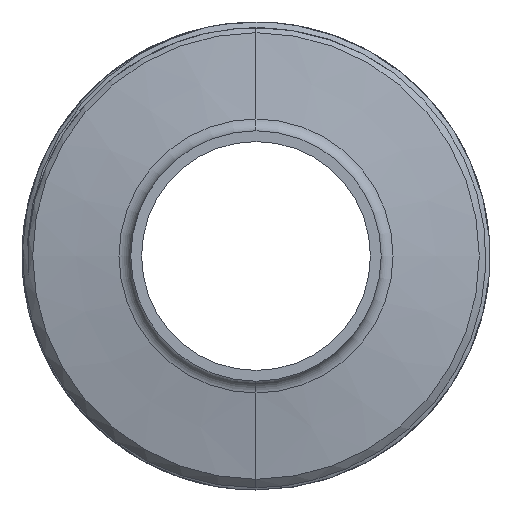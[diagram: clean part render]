
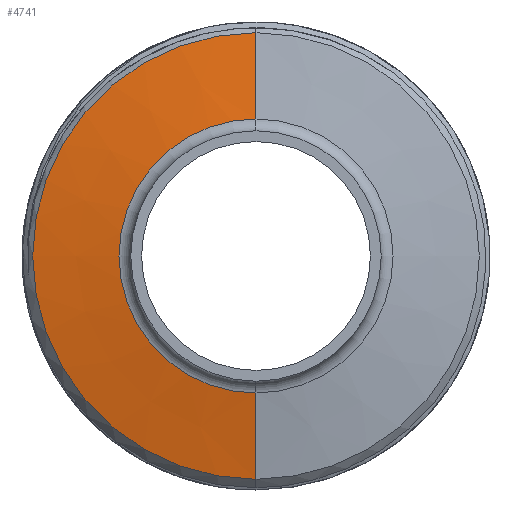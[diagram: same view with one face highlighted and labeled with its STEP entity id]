
A CAD part, left-side view. The second image highlights one B-rep face of the part: STEP entity #4741.
In plain terms, the highlighted conical face has half-angle 80 degrees and reference radius 31.212 mm.
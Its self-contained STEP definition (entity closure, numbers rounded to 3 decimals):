
#49 = AXIS2_PLACEMENT_3D ( 'NONE', #3678, #1519, #1433 ) ;
#240 = EDGE_CURVE ( 'NONE', #3367, #3582, #5449, .T. ) ;
#279 = LINE ( 'NONE', #4378, #4561 ) ;
#465 = LINE ( 'NONE', #4407, #5133 ) ;
#1099 = VERTEX_POINT ( 'NONE', #1645 ) ;
#1173 = CARTESIAN_POINT ( 'NONE',  ( -7.917, 0., 31.211 ) ) ;
#1244 = DIRECTION ( 'NONE',  ( 1., 0., 0. ) ) ;
#1301 = DIRECTION ( 'NONE',  ( 0., 0., -1. ) ) ;
#1433 = DIRECTION ( 'NONE',  ( 0., 0., 1. ) ) ;
#1519 = DIRECTION ( 'NONE',  ( -1., 0., 0. ) ) ;
#1626 = CIRCLE ( 'NONE', #49, 19.153 ) ;
#1645 = CARTESIAN_POINT ( 'NONE',  ( -10.044, 0., -19.153 ) ) ;
#1717 = CARTESIAN_POINT ( 'NONE',  ( -7.917, 0., -31.211 ) ) ;
#1811 = CONICAL_SURFACE ( 'NONE', #4281, 31.211, 1.396 ) ;
#2477 = DIRECTION ( 'NONE',  ( 0.174, 0., -0.985 ) ) ;
#2509 = AXIS2_PLACEMENT_3D ( 'NONE', #5376, #4935, #3646 ) ;
#3072 = CARTESIAN_POINT ( 'NONE',  ( -7.917, 0., 0. ) ) ;
#3077 = EDGE_CURVE ( 'NONE', #3941, #3367, #465, .T. ) ;
#3180 = EDGE_CURVE ( 'NONE', #1099, #3582, #279, .T. ) ;
#3367 = VERTEX_POINT ( 'NONE', #1173 ) ;
#3477 = ORIENTED_EDGE ( 'NONE', *, *, #240, .T. ) ;
#3582 = VERTEX_POINT ( 'NONE', #1717 ) ;
#3646 = DIRECTION ( 'NONE',  ( 0., 0., 1. ) ) ;
#3678 = CARTESIAN_POINT ( 'NONE',  ( -10.044, 0., 0. ) ) ;
#3941 = VERTEX_POINT ( 'NONE', #4370 ) ;
#4281 = AXIS2_PLACEMENT_3D ( 'NONE', #3072, #1244, #1301 ) ;
#4314 = EDGE_CURVE ( 'NONE', #3941, #1099, #1626, .T. ) ;
#4370 = CARTESIAN_POINT ( 'NONE',  ( -10.044, 0., 19.153 ) ) ;
#4378 = CARTESIAN_POINT ( 'NONE',  ( -7.917, 0., -31.211 ) ) ;
#4407 = CARTESIAN_POINT ( 'NONE',  ( -7.917, 0., 31.211 ) ) ;
#4434 = ORIENTED_EDGE ( 'NONE', *, *, #3180, .F. ) ;
#4516 = EDGE_LOOP ( 'NONE', ( #5495, #4580, #3477, #4434 ) ) ;
#4561 = VECTOR ( 'NONE', #2477, 1000. ) ;
#4580 = ORIENTED_EDGE ( 'NONE', *, *, #3077, .T. ) ;
#4656 = DIRECTION ( 'NONE',  ( 0.174, 0., 0.985 ) ) ;
#4741 = ADVANCED_FACE ( 'NONE', ( #5634 ), #1811, .T. ) ;
#4935 = DIRECTION ( 'NONE',  ( -1., 0., 0. ) ) ;
#5133 = VECTOR ( 'NONE', #4656, 1000. ) ;
#5376 = CARTESIAN_POINT ( 'NONE',  ( -7.917, 0., 0. ) ) ;
#5449 = CIRCLE ( 'NONE', #2509, 31.211 ) ;
#5495 = ORIENTED_EDGE ( 'NONE', *, *, #4314, .F. ) ;
#5634 = FACE_OUTER_BOUND ( 'NONE', #4516, .T. ) ;
